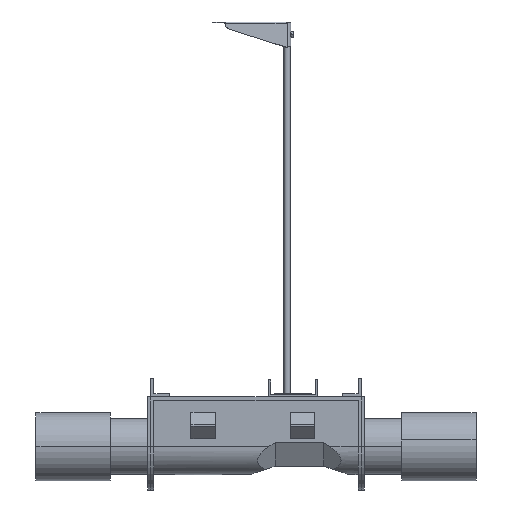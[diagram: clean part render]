
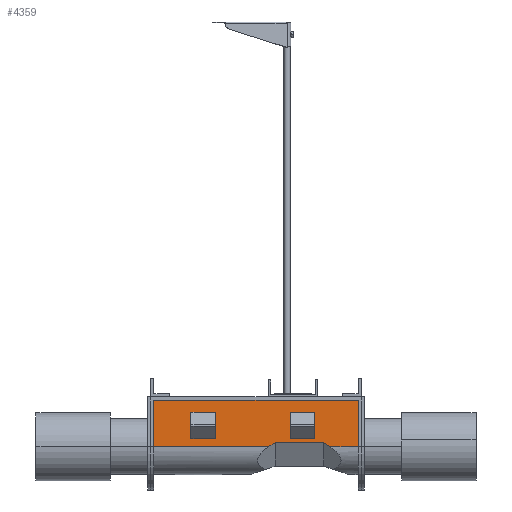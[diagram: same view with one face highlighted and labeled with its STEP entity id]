
A CAD part, top view. The second image highlights one B-rep face of the part: STEP entity #4359.
In plain terms, the highlighted planar face has unit normal (0, 0, 1).
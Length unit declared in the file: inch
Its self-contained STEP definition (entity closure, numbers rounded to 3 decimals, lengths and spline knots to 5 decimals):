
#133 = EDGE_LOOP ( 'NONE', ( #1186, #2017, #5588, #4558, #4545, #6203, #2272, #5263 ) ) ;
#217 = VECTOR ( 'NONE', #3946, 39.37008 ) ;
#230 = CARTESIAN_POINT ( 'NONE',  ( 8.5, 5.75, 2.25 ) ) ;
#354 = PLANE ( 'NONE',  #981 ) ;
#367 = EDGE_CURVE ( 'NONE', #5343, #6247, #1824, .T. ) ;
#474 = VERTEX_POINT ( 'NONE', #636 ) ;
#500 = LINE ( 'NONE', #4113, #4351 ) ;
#579 = LINE ( 'NONE', #5838, #2549 ) ;
#636 = CARTESIAN_POINT ( 'NONE',  ( 1.04371, 2., 2.25 ) ) ;
#678 = CARTESIAN_POINT ( 'NONE',  ( 5.95629, 2., 2.25 ) ) ;
#926 = LINE ( 'NONE', #5599, #3204 ) ;
#947 = DIRECTION ( 'NONE',  ( 0., -1., 0. ) ) ;
#981 = AXIS2_PLACEMENT_3D ( 'NONE', #1945, #6100, #1464 ) ;
#1068 = VECTOR ( 'NONE', #6776, 39.37008 ) ;
#1186 = ORIENTED_EDGE ( 'NONE', *, *, #6681, .F. ) ;
#1292 = EDGE_CURVE ( 'NONE', #1924, #6309, #579, .T. ) ;
#1398 = CARTESIAN_POINT ( 'NONE',  ( -8.25, 5.75, 2.25 ) ) ;
#1464 = DIRECTION ( 'NONE',  ( 0., 1., 0. ) ) ;
#1503 = CARTESIAN_POINT ( 'NONE',  ( -8.25, 6., 2.25 ) ) ;
#1705 = VERTEX_POINT ( 'NONE', #5378 ) ;
#1824 = LINE ( 'NONE', #230, #217 ) ;
#1924 = VERTEX_POINT ( 'NONE', #678 ) ;
#1945 = CARTESIAN_POINT ( 'NONE',  ( 8.5, 6., 2.25 ) ) ;
#2017 = ORIENTED_EDGE ( 'NONE', *, *, #2848, .F. ) ;
#2272 = ORIENTED_EDGE ( 'NONE', *, *, #6190, .T. ) ;
#2410 = EDGE_CURVE ( 'NONE', #474, #4663, #3039, .T. ) ;
#2541 = EDGE_CURVE ( 'NONE', #2973, #1924, #2583, .T. ) ;
#2548 = DIRECTION ( 'NONE',  ( -1., 0., 0. ) ) ;
#2549 = VECTOR ( 'NONE', #4836, 39.37008 ) ;
#2583 = LINE ( 'NONE', #5706, #6253 ) ;
#2848 = EDGE_CURVE ( 'NONE', #6309, #1705, #926, .T. ) ;
#2973 = VERTEX_POINT ( 'NONE', #3895 ) ;
#3039 = LINE ( 'NONE', #4128, #1068 ) ;
#3204 = VECTOR ( 'NONE', #2548, 39.37008 ) ;
#3625 = DIRECTION ( 'NONE',  ( -0.832, -0.555, 0. ) ) ;
#3635 = LINE ( 'NONE', #1503, #4287 ) ;
#3733 = CARTESIAN_POINT ( 'NONE',  ( 8.25, 5.75, 2.25 ) ) ;
#3895 = CARTESIAN_POINT ( 'NONE',  ( 8.25, 2., 2.25 ) ) ;
#3946 = DIRECTION ( 'NONE',  ( -1., 0., 0. ) ) ;
#4113 = CARTESIAN_POINT ( 'NONE',  ( 8.25, 6., 2.25 ) ) ;
#4128 = CARTESIAN_POINT ( 'NONE',  ( 8.5, 2., 2.25 ) ) ;
#4287 = VECTOR ( 'NONE', #6145, 39.37008 ) ;
#4351 = VECTOR ( 'NONE', #947, 39.37008 ) ;
#4359 = ADVANCED_FACE ( 'NONE', ( #5027 ), #354, .F. ) ;
#4545 = ORIENTED_EDGE ( 'NONE', *, *, #4990, .F. ) ;
#4558 = ORIENTED_EDGE ( 'NONE', *, *, #2541, .F. ) ;
#4663 = VERTEX_POINT ( 'NONE', #6244 ) ;
#4836 = DIRECTION ( 'NONE',  ( -0.832, 0.555, 0. ) ) ;
#4990 = EDGE_CURVE ( 'NONE', #5343, #2973, #500, .T. ) ;
#5027 = FACE_OUTER_BOUND ( 'NONE', #133, .T. ) ;
#5263 = ORIENTED_EDGE ( 'NONE', *, *, #2410, .F. ) ;
#5343 = VERTEX_POINT ( 'NONE', #3733 ) ;
#5378 = CARTESIAN_POINT ( 'NONE',  ( 1.54062, 2.33173, 2.25 ) ) ;
#5588 = ORIENTED_EDGE ( 'NONE', *, *, #1292, .F. ) ;
#5599 = CARTESIAN_POINT ( 'NONE',  ( 8.5, 2.33173, 2.25 ) ) ;
#5647 = LINE ( 'NONE', #5709, #6813 ) ;
#5706 = CARTESIAN_POINT ( 'NONE',  ( 8.5, 2., 2.25 ) ) ;
#5709 = CARTESIAN_POINT ( 'NONE',  ( 8.04852, 6.67629, 2.25 ) ) ;
#5750 = CARTESIAN_POINT ( 'NONE',  ( 5.45938, 2.33173, 2.25 ) ) ;
#5838 = CARTESIAN_POINT ( 'NONE',  ( 5.8687, 2.05847, 2.25 ) ) ;
#6100 = DIRECTION ( 'NONE',  ( 0., 0., -1. ) ) ;
#6145 = DIRECTION ( 'NONE',  ( 0., -1., 0. ) ) ;
#6190 = EDGE_CURVE ( 'NONE', #6247, #4663, #3635, .T. ) ;
#6200 = DIRECTION ( 'NONE',  ( -1., 0., 0. ) ) ;
#6203 = ORIENTED_EDGE ( 'NONE', *, *, #367, .T. ) ;
#6244 = CARTESIAN_POINT ( 'NONE',  ( -8.25, 2., 2.25 ) ) ;
#6247 = VERTEX_POINT ( 'NONE', #1398 ) ;
#6253 = VECTOR ( 'NONE', #6200, 39.37008 ) ;
#6309 = VERTEX_POINT ( 'NONE', #5750 ) ;
#6681 = EDGE_CURVE ( 'NONE', #1705, #474, #5647, .T. ) ;
#6776 = DIRECTION ( 'NONE',  ( -1., 0., 0. ) ) ;
#6813 = VECTOR ( 'NONE', #3625, 39.37008 ) ;
